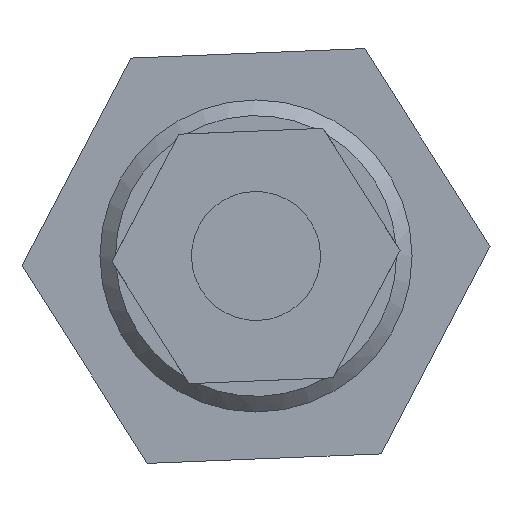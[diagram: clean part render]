
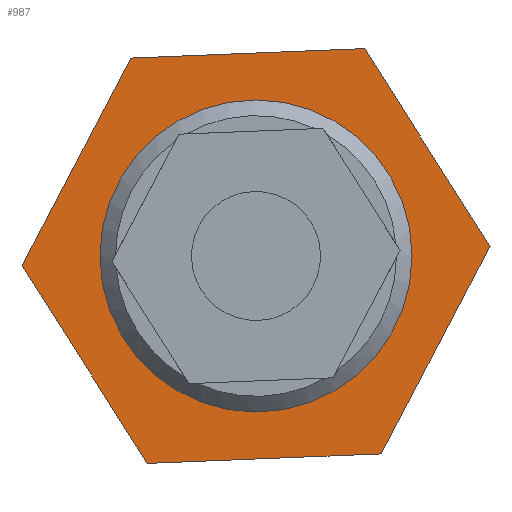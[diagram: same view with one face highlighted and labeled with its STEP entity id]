
A CAD part, left-side view. The second image highlights one B-rep face of the part: STEP entity #987.
In plain terms, the highlighted planar face has unit normal (-1, 0, 0).
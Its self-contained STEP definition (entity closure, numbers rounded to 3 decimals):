
#28=FACE_BOUND('',#143,.T.);
#36=CIRCLE('',#1068,5.);
#82=FACE_OUTER_BOUND('',#142,.T.);
#142=EDGE_LOOP('',(#654,#655,#656,#657,#658,#659));
#143=EDGE_LOOP('',(#660));
#219=LINE('',#1502,#314);
#220=LINE('',#1504,#315);
#221=LINE('',#1506,#316);
#222=LINE('',#1508,#317);
#223=LINE('',#1510,#318);
#224=LINE('',#1511,#319);
#314=VECTOR('',#1205,10.);
#315=VECTOR('',#1206,10.);
#316=VECTOR('',#1207,10.);
#317=VECTOR('',#1208,10.);
#318=VECTOR('',#1209,10.);
#319=VECTOR('',#1210,10.);
#405=VERTEX_POINT('',#1500);
#406=VERTEX_POINT('',#1501);
#407=VERTEX_POINT('',#1503);
#408=VERTEX_POINT('',#1505);
#409=VERTEX_POINT('',#1507);
#410=VERTEX_POINT('',#1509);
#411=VERTEX_POINT('',#1512);
#499=EDGE_CURVE('',#405,#406,#219,.T.);
#500=EDGE_CURVE('',#407,#405,#220,.T.);
#501=EDGE_CURVE('',#408,#407,#221,.T.);
#502=EDGE_CURVE('',#409,#408,#222,.T.);
#503=EDGE_CURVE('',#410,#409,#223,.T.);
#504=EDGE_CURVE('',#406,#410,#224,.T.);
#505=EDGE_CURVE('',#411,#411,#36,.T.);
#654=ORIENTED_EDGE('',*,*,#499,.F.);
#655=ORIENTED_EDGE('',*,*,#500,.F.);
#656=ORIENTED_EDGE('',*,*,#501,.F.);
#657=ORIENTED_EDGE('',*,*,#502,.F.);
#658=ORIENTED_EDGE('',*,*,#503,.F.);
#659=ORIENTED_EDGE('',*,*,#504,.F.);
#660=ORIENTED_EDGE('',*,*,#505,.F.);
#882=PLANE('',#1067);
#987=ADVANCED_FACE('',(#82,#28),#882,.F.);
#1067=AXIS2_PLACEMENT_3D('',#1499,#1203,#1204);
#1068=AXIS2_PLACEMENT_3D('',#1513,#1211,#1212);
#1203=DIRECTION('center_axis',(1.,0.,0.));
#1204=DIRECTION('ref_axis',(0.,-0.535,-0.845));
#1205=DIRECTION('',(0.,-0.535,-0.845));
#1206=DIRECTION('',(0.,-0.999,0.041));
#1207=DIRECTION('',(0.,-0.464,0.886));
#1208=DIRECTION('',(0.,0.535,0.845));
#1209=DIRECTION('',(0.,0.999,-0.041));
#1210=DIRECTION('',(0.,0.464,-0.886));
#1211=DIRECTION('center_axis',(-1.,0.,0.));
#1212=DIRECTION('ref_axis',(0.,1.,0.));
#1499=CARTESIAN_POINT('Origin',(2.036,0.,
0.));
#1500=CARTESIAN_POINT('',(2.036,-3.486,6.647));
#1501=CARTESIAN_POINT('',(2.036,-7.499,0.305));
#1502=CARTESIAN_POINT('',(2.036,-3.486,6.647));
#1503=CARTESIAN_POINT('',(2.036,4.013,6.342));
#1504=CARTESIAN_POINT('',(2.036,4.013,6.342));
#1505=CARTESIAN_POINT('',(2.036,7.499,-0.305));
#1506=CARTESIAN_POINT('',(2.036,7.499,-0.305));
#1507=CARTESIAN_POINT('',(2.036,3.486,-6.647));
#1508=CARTESIAN_POINT('',(2.036,3.486,-6.647));
#1509=CARTESIAN_POINT('',(2.036,-4.013,-6.342));
#1510=CARTESIAN_POINT('',(2.036,-4.013,-6.342));
#1511=CARTESIAN_POINT('',(2.036,-7.499,0.305));
#1512=CARTESIAN_POINT('',(2.036,-5.,0.));
#1513=CARTESIAN_POINT('Origin',(2.036,0.,0.));
